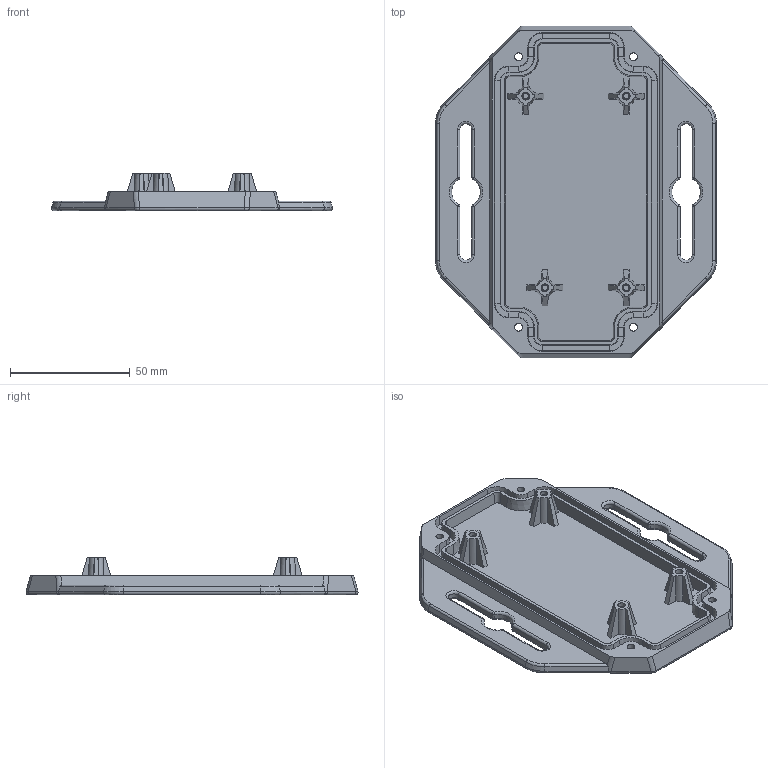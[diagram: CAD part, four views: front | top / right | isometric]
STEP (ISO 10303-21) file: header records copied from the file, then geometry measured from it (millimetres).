
FILE_DESCRIPTION(('FreeCAD Model'),'2;1');
FILE_NAME('Open CASCADE Shape Model','2021-02-19T05:19:11',('Author'),( ''),'Open CASCADE STEP processor 7.4','FreeCAD','Unknown');
FILE_SCHEMA(('AUTOMOTIVE_DESIGN { 1 0 10303 214 1 1 1 1 }'));
Length unit declared in the file: millimetre
Products named in the file (1): enclosure-base
Bounding box: 117.39 x 138.68 x 15.6 mm (x, y, z)
Volume: 54316.3 mm3; surface area: 35965.8 mm2
Topology: 1 solids, 1 shells, 322 faces, 794 edges, 472 vertices
Faces by surface type: plane 100, bspline 72, cylinder 66, cone 44, torus 24, sphere 16
Full cylindrical faces by diameter (mm): 3.2 x8
Entity records: 10028 total; most frequent: CARTESIAN_POINT 2781, ORIENTED_EDGE 1556, DIRECTION 1428, EDGE_CURVE 778, AXIS2_PLACEMENT_3D 529, VERTEX_POINT 472, LINE 370, VECTOR 370
